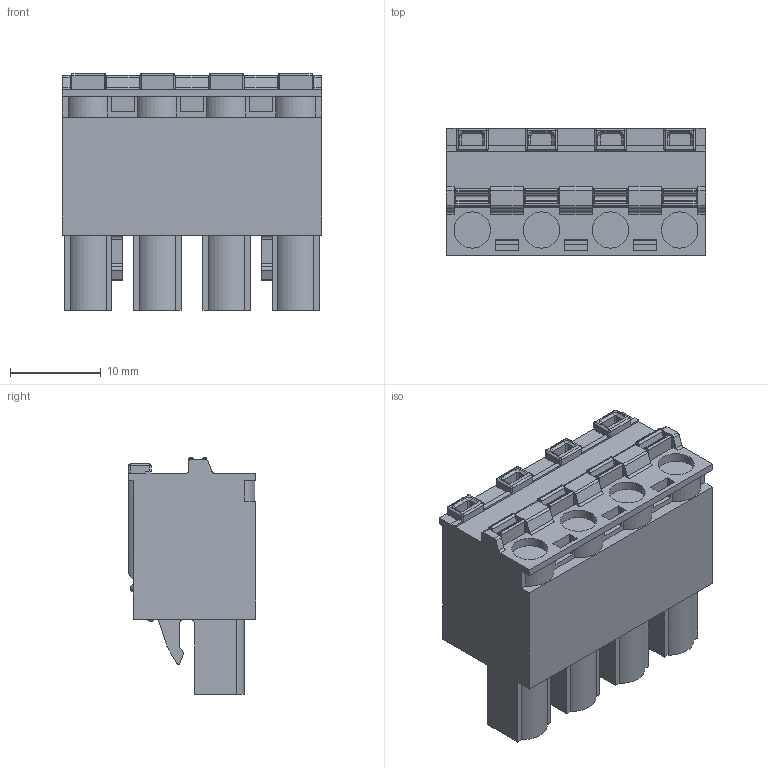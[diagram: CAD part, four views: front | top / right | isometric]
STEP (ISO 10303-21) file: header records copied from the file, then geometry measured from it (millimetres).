
FILE_DESCRIPTION( ( 'Unknown' ), '1' );
FILE_NAME( 'MPC300-76204TCO04_20211109.stp', 'Unknown', ( 'Unknown' ), ( 'Unknown' ), 'XStep 1.0', 'Unknown', ' ' );
FILE_SCHEMA( ( 'automotive_design' ) );
Length unit declared in the file: millimetre
Products named in the file (1): 1
Bounding box: 28.56 x 14 x 26.11 mm (x, y, z)
Volume: 7060 mm3; surface area: 3554.4 mm2
Topology: 1 solids, 1 shells, 520 faces, 1324 edges, 818 vertices
Faces by surface type: plane 272, cylinder 174, torus 24, sphere 22, bspline 16, cone 12
Full cylindrical faces by diameter (mm): 3 x4, 4 x4
Entity records: 24646 total; most frequent: CARTESIAN_POINT 7419, DIRECTION 2592, ORIENTED_EDGE 2592, EDGE_CURVE 1296, LINE 882, VECTOR 882, AXIS2_PLACEMENT_3D 855, VERTEX_POINT 818
